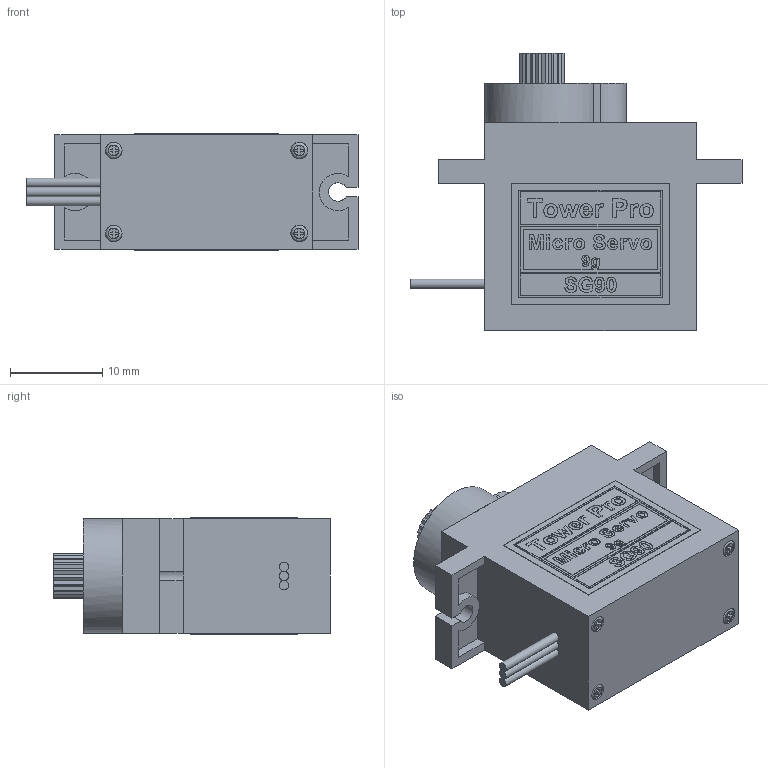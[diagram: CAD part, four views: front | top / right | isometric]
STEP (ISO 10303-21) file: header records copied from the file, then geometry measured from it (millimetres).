
FILE_DESCRIPTION(('FreeCAD Model'),'2;1');
FILE_NAME('Open CASCADE Shape Model','2025-04-17T16:39:54',('FreeCAD'),( 'FreeCAD'),'Open CASCADE STEP processor 7.6','FreeCAD','Unknown');
FILE_SCHEMA(('AUTOMOTIVE_DESIGN { 1 0 10303 214 1 1 1 1 }'));
Length unit declared in the file: millimetre
Products named in the file (1): Open CASCADE STEP translator 7.6 1
Bounding box: 35.98 x 30.01 x 12.63 mm (x, y, z)
Volume: 7326.7 mm3; surface area: 4010 mm2
Topology: 11 solids, 11 shells, 1201 faces, 3264 edges, 2175 vertices
Faces by surface type: bspline 1201
Entity records: 36832 total; most frequent: CARTESIAN_POINT 16725, ORIENTED_EDGE 6528, EDGE_CURVE 3264, B_SPLINE_CURVE_WITH_KNOTS 3165, VERTEX_POINT 2175, FACE_BOUND 1291, EDGE_LOOP 1291, ADVANCED_FACE 1201
